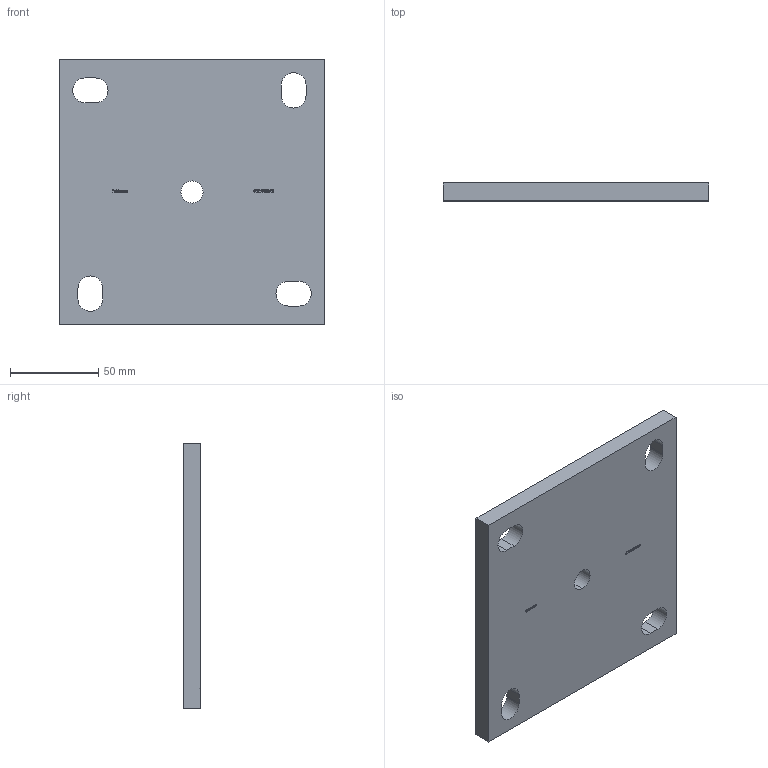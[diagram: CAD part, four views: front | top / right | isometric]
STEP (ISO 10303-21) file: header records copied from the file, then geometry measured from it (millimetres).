
FILE_DESCRIPTION (( 'STEP AP203' ), '1' );
FILE_NAME ('51012-STQ-10.STEP', '2019-04-09T10:50:46', ( '' ), ( '' ), 'SwSTEP 2.0', 'SolidWorks 2015', '' );
FILE_SCHEMA (( 'CONFIG_CONTROL_DESIGN' ));
Length unit declared in the file: millimetre
Products named in the file (1): 51012-STQ-10
Bounding box: 150 x 10 x 150 mm (x, y, z)
Volume: 214254.7 mm3; surface area: 51493.4 mm2
Topology: 1 solids, 1 shells, 265 faces, 711 edges, 474 vertices
Faces by surface type: plane 148, bspline 105, cylinder 12
Entity records: 14084 total; most frequent: CARTESIAN_POINT 8044, ORIENTED_EDGE 1422, DIRECTION 847, EDGE_CURVE 711, LINE 477, VECTOR 477, VERTEX_POINT 474, EDGE_LOOP 301
